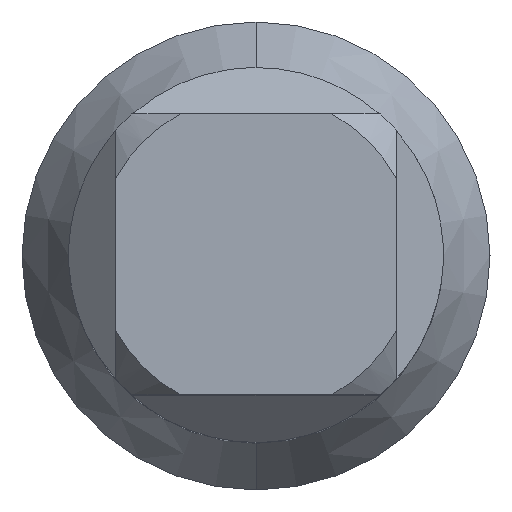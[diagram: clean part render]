
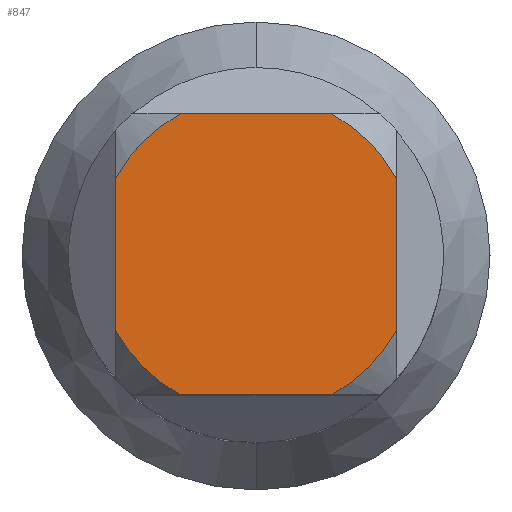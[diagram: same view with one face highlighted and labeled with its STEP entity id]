
A CAD part, top view. The second image highlights one B-rep face of the part: STEP entity #847.
In plain terms, the highlighted planar face has unit normal (0, 0, 1).
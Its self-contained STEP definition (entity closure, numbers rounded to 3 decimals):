
#20 = VERTEX_POINT ( 'NONE', #531 ) ;
#37 = CIRCLE ( 'NONE', #179, 7.43 ) ;
#102 = ORIENTED_EDGE ( 'NONE', *, *, #444, .T. ) ;
#115 = ORIENTED_EDGE ( 'NONE', *, *, #625, .T. ) ;
#128 = VERTEX_POINT ( 'NONE', #434 ) ;
#153 = DIRECTION ( 'NONE',  ( 0., 0., -1. ) ) ;
#161 = CARTESIAN_POINT ( 'NONE',  ( 0., 0., 28.542 ) ) ;
#163 = CARTESIAN_POINT ( 'NONE',  ( 0., -6.54, 28.542 ) ) ;
#165 = DIRECTION ( 'NONE',  ( 0., 0., -1. ) ) ;
#179 = AXIS2_PLACEMENT_3D ( 'NONE', #161, #194, #1133 ) ;
#194 = DIRECTION ( 'NONE',  ( 0., 0., -1. ) ) ;
#212 = CARTESIAN_POINT ( 'NONE',  ( -6.54, 3.526, 28.542 ) ) ;
#225 = CARTESIAN_POINT ( 'NONE',  ( 0., 0., 28.542 ) ) ;
#232 = CARTESIAN_POINT ( 'NONE',  ( 0., 6.54, 28.542 ) ) ;
#274 = DIRECTION ( 'NONE',  ( 0., 1., 0. ) ) ;
#289 = DIRECTION ( 'NONE',  ( 0., 1., 0. ) ) ;
#348 = EDGE_CURVE ( 'NONE', #1196, #951, #1037, .T. ) ;
#351 = DIRECTION ( 'NONE',  ( 0., 1., 0. ) ) ;
#370 = EDGE_LOOP ( 'NONE', ( #956, #867, #1117, #1020, #398, #102, #1062, #115 ) ) ;
#398 = ORIENTED_EDGE ( 'NONE', *, *, #765, .F. ) ;
#418 = EDGE_CURVE ( 'NONE', #1196, #542, #470, .T. ) ;
#434 = CARTESIAN_POINT ( 'NONE',  ( 6.54, -3.526, 28.542 ) ) ;
#436 = VECTOR ( 'NONE', #621, 1000. ) ;
#444 = EDGE_CURVE ( 'NONE', #1017, #20, #688, .T. ) ;
#467 = CARTESIAN_POINT ( 'NONE',  ( -3.526, -6.54, 28.542 ) ) ;
#470 = CIRCLE ( 'NONE', #786, 7.43 ) ;
#483 = CIRCLE ( 'NONE', #527, 7.43 ) ;
#527 = AXIS2_PLACEMENT_3D ( 'NONE', #1038, #843, #274 ) ;
#531 = CARTESIAN_POINT ( 'NONE',  ( -6.54, -3.526, 28.542 ) ) ;
#542 = VERTEX_POINT ( 'NONE', #1120 ) ;
#545 = EDGE_CURVE ( 'NONE', #868, #20, #483, .T. ) ;
#557 = LINE ( 'NONE', #1100, #1052 ) ;
#566 = AXIS2_PLACEMENT_3D ( 'NONE', #923, #165, #351 ) ;
#621 = DIRECTION ( 'NONE',  ( 0., -1., 0. ) ) ;
#625 = EDGE_CURVE ( 'NONE', #868, #656, #763, .T. ) ;
#634 = CARTESIAN_POINT ( 'NONE',  ( 3.526, -6.54, 28.542 ) ) ;
#656 = VERTEX_POINT ( 'NONE', #634 ) ;
#675 = EDGE_CURVE ( 'NONE', #128, #542, #557, .T. ) ;
#681 = CARTESIAN_POINT ( 'NONE',  ( -3.526, 6.54, 28.542 ) ) ;
#688 = LINE ( 'NONE', #1005, #436 ) ;
#696 = CARTESIAN_POINT ( 'NONE',  ( 3.526, 6.54, 28.542 ) ) ;
#717 = AXIS2_PLACEMENT_3D ( 'NONE', #225, #828, #1072 ) ;
#727 = CARTESIAN_POINT ( 'NONE',  ( 0., 0., 28.542 ) ) ;
#759 = FACE_OUTER_BOUND ( 'NONE', #370, .T. ) ;
#763 = LINE ( 'NONE', #163, #1184 ) ;
#765 = EDGE_CURVE ( 'NONE', #1017, #951, #37, .T. ) ;
#786 = AXIS2_PLACEMENT_3D ( 'NONE', #727, #153, #821 ) ;
#821 = DIRECTION ( 'NONE',  ( 0., 1., 0. ) ) ;
#828 = DIRECTION ( 'NONE',  ( 0., 0., -1. ) ) ;
#838 = PLANE ( 'NONE',  #566 ) ;
#843 = DIRECTION ( 'NONE',  ( 0., 0., -1. ) ) ;
#847 = ADVANCED_FACE ( 'NONE', ( #759 ), #838, .F. ) ;
#867 = ORIENTED_EDGE ( 'NONE', *, *, #675, .T. ) ;
#868 = VERTEX_POINT ( 'NONE', #467 ) ;
#923 = CARTESIAN_POINT ( 'NONE',  ( 0., 0., 28.542 ) ) ;
#951 = VERTEX_POINT ( 'NONE', #681 ) ;
#956 = ORIENTED_EDGE ( 'NONE', *, *, #1187, .F. ) ;
#989 = DIRECTION ( 'NONE',  ( -1., 0., 0. ) ) ;
#1005 = CARTESIAN_POINT ( 'NONE',  ( -6.54, 0., 28.542 ) ) ;
#1007 = VECTOR ( 'NONE', #989, 1000. ) ;
#1017 = VERTEX_POINT ( 'NONE', #212 ) ;
#1020 = ORIENTED_EDGE ( 'NONE', *, *, #348, .T. ) ;
#1037 = LINE ( 'NONE', #232, #1007 ) ;
#1038 = CARTESIAN_POINT ( 'NONE',  ( 0., 0., 28.542 ) ) ;
#1052 = VECTOR ( 'NONE', #289, 1000. ) ;
#1062 = ORIENTED_EDGE ( 'NONE', *, *, #545, .F. ) ;
#1072 = DIRECTION ( 'NONE',  ( 0., 1., 0. ) ) ;
#1092 = CIRCLE ( 'NONE', #717, 7.43 ) ;
#1096 = DIRECTION ( 'NONE',  ( 1., 0., 0. ) ) ;
#1100 = CARTESIAN_POINT ( 'NONE',  ( 6.54, 0., 28.542 ) ) ;
#1117 = ORIENTED_EDGE ( 'NONE', *, *, #418, .F. ) ;
#1120 = CARTESIAN_POINT ( 'NONE',  ( 6.54, 3.526, 28.542 ) ) ;
#1133 = DIRECTION ( 'NONE',  ( 0., 1., 0. ) ) ;
#1184 = VECTOR ( 'NONE', #1096, 1000. ) ;
#1187 = EDGE_CURVE ( 'NONE', #128, #656, #1092, .T. ) ;
#1196 = VERTEX_POINT ( 'NONE', #696 ) ;
